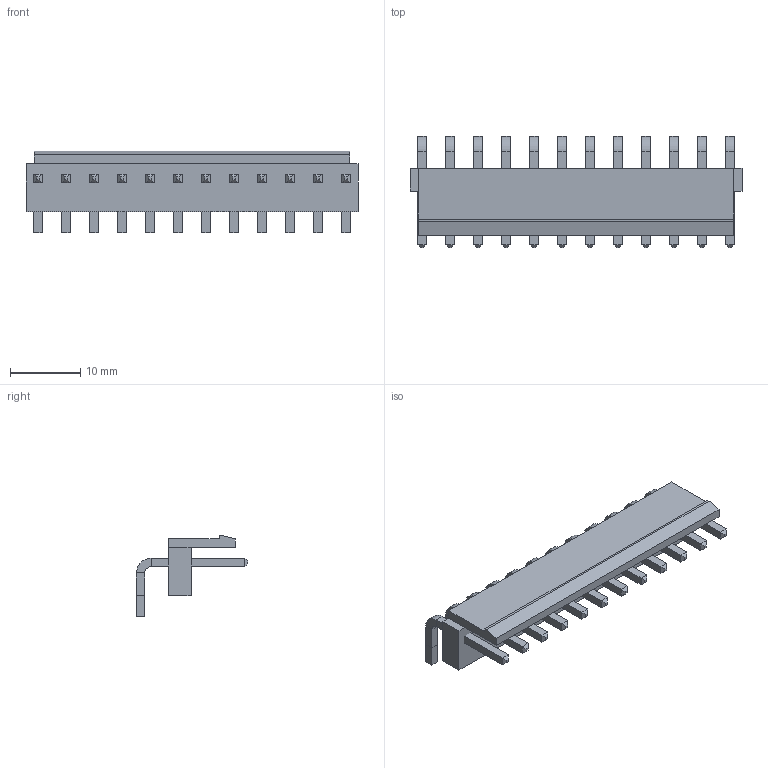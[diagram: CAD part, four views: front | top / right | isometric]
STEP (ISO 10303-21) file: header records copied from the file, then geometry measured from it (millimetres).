
FILE_DESCRIPTION(/* description */ (''),/* implementation_level */ '2;1');
FILE_NAME(/* name */ 'PINH-LOCK-90-12-LG v2.step',/* time_stamp */ '2022-07-01T14:30:11-07:00',/* author */ (''),/* organization */ (''),/* preprocessor_version */ 'ST-DEVELOPER v19',/* originating_system */ 'Autodesk Translation Framework v11.7.0.108',/* authorisation */ '');
FILE_SCHEMA (('AUTOMOTIVE_DESIGN { 1 0 10303 214 3 1 1 }'));
Length unit declared in the file: millimetre
Products named in the file (1): PINH-LOCK-90-12-LG
Bounding box: 47.4 x 15.85 x 11.6 mm (x, y, z)
Volume: 2020.7 mm3; surface area: 3072.8 mm2
Topology: 25 solids, 25 shells, 303 faces, 613 edges, 360 vertices
Faces by surface type: plane 279, cylinder 24
Entity records: 7610 total; most frequent: CARTESIAN_POINT 1277, DIRECTION 1269, ORIENTED_EDGE 1226, EDGE_CURVE 613, LINE 565, VECTOR 565, VERTEX_POINT 360, AXIS2_PLACEMENT_3D 352
